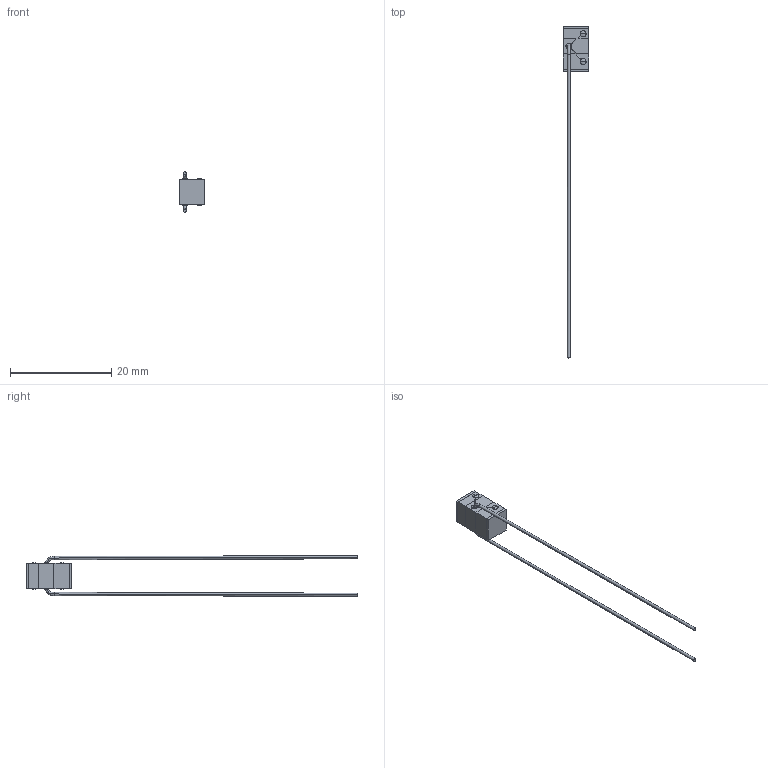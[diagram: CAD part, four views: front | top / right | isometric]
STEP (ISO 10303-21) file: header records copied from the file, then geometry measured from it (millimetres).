
FILE_DESCRIPTION (( 'STEP AP214' ), '1' );
FILE_NAME ('CTN003149.STEP', '2015-06-12T02:53:24', ( '' ), ( '' ), 'SwSTEP 2.0', 'SolidWorks 2014', '' );
FILE_SCHEMA (( 'AUTOMOTIVE_DESIGN' ));
Length unit declared in the file: millimetre
Products named in the file (1): CTN003149
Bounding box: 5 x 65.54 x 8.03 mm (x, y, z)
Volume: 262.5 mm3; surface area: 683.8 mm2
Topology: 3 solids, 3 shells, 86 faces, 224 edges, 140 vertices
Faces by surface type: plane 46, cylinder 20, sphere 12, bspline 8
Entity records: 3687 total; most frequent: CARTESIAN_POINT 1171, ORIENTED_EDGE 448, DIRECTION 390, EDGE_CURVE 224, VERTEX_POINT 140, AXIS2_PLACEMENT_3D 131, VECTOR 128, LINE 128
